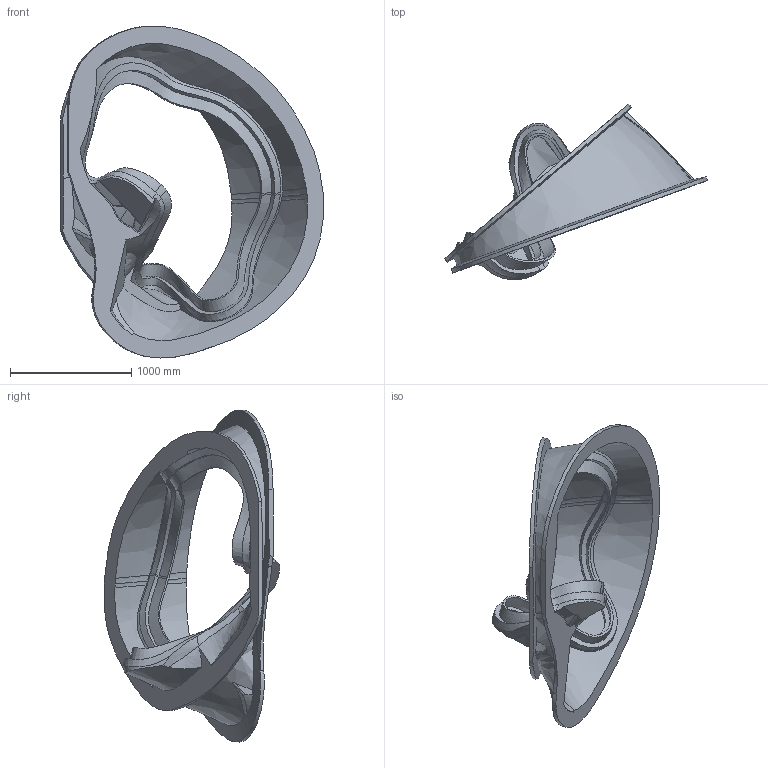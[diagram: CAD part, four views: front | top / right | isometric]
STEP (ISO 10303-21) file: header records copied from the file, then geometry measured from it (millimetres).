
FILE_DESCRIPTION((''),'2;1');
FILE_NAME('SE141-115V','2004-03-12T',('xdw'),(''),'PRO/ENGINEER BY PARAMETRIC TECHNOLOGY CORPORATION, 2003410','PRO/ENGINEER BY PARAMETRIC TECHNOLOGY CORPORATION, 2003410','');
FILE_SCHEMA(('CONFIG_CONTROL_DESIGN'));
Length unit declared in the file: inch
Products named in the file (1): SE141-115V
Bounding box: 2169.03 x 1450.91 x 2740.68 mm (x, y, z)
Volume: 307980437.3 mm3; surface area: 14430346.4 mm2
Topology: 1 solids, 1 shells, 152 faces, 401 edges, 251 vertices
Faces by surface type: bspline 108, plane 18, extrusion 14, cylinder 8, sphere 4
Entity records: 20859 total; most frequent: CARTESIAN_POINT 18010, ORIENTED_EDGE 802, EDGE_CURVE 401, B_SPLINE_CURVE_WITH_KNOTS 317, VERTEX_POINT 251, DIRECTION 190, EDGE_LOOP 154, FACE_OUTER_BOUND 152
